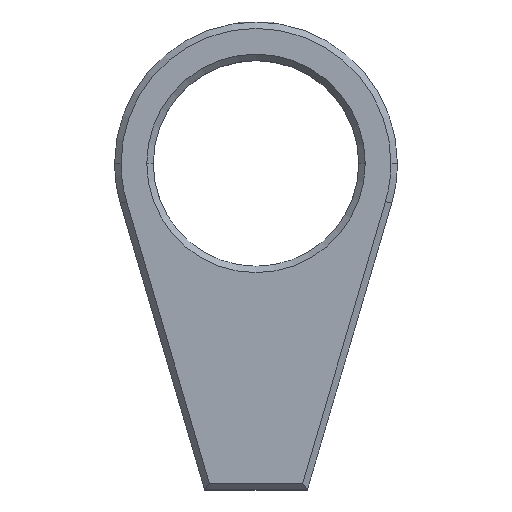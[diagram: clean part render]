
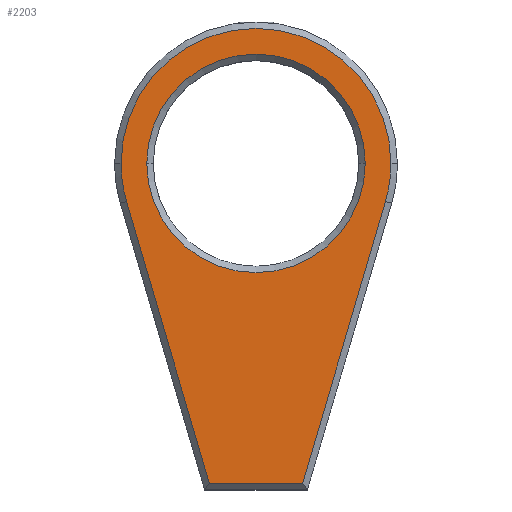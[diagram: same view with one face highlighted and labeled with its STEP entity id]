
A CAD part, top view. The second image highlights one B-rep face of the part: STEP entity #2203.
In plain terms, the highlighted planar face has unit normal (0, 0, 1).
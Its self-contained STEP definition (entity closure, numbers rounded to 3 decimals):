
#55 = EDGE_CURVE ( 'NONE', #1742, #824, #937, .T. ) ;
#63 = VERTEX_POINT ( 'NONE', #1805 ) ;
#78 = EDGE_LOOP ( 'NONE', ( #2158, #933 ) ) ;
#128 = VERTEX_POINT ( 'NONE', #1411 ) ;
#129 = VECTOR ( 'NONE', #353, 1000. ) ;
#148 = DIRECTION ( 'NONE',  ( 1., 0., 0. ) ) ;
#173 = CARTESIAN_POINT ( 'NONE',  ( -3.52, -25.259, 0. ) ) ;
#176 = FACE_OUTER_BOUND ( 'NONE', #349, .T. ) ;
#186 = VERTEX_POINT ( 'NONE', #525 ) ;
#321 = AXIS2_PLACEMENT_3D ( 'NONE', #1228, #1790, #1616 ) ;
#344 = DIRECTION ( 'NONE',  ( 1., 0., 0. ) ) ;
#347 = ORIENTED_EDGE ( 'NONE', *, *, #2184, .T. ) ;
#349 = EDGE_LOOP ( 'NONE', ( #1431, #468, #2096, #713, #347, #1025 ) ) ;
#353 = DIRECTION ( 'NONE',  ( 0.282, -0.959, 0. ) ) ;
#362 = CARTESIAN_POINT ( 'NONE',  ( 0., 0., 0. ) ) ;
#468 = ORIENTED_EDGE ( 'NONE', *, *, #1840, .T. ) ;
#523 = DIRECTION ( 'NONE',  ( 0., 0., 1. ) ) ;
#525 = CARTESIAN_POINT ( 'NONE',  ( -8.5, 0., 0. ) ) ;
#533 = CARTESIAN_POINT ( 'NONE',  ( 0., 0., 0. ) ) ;
#614 = AXIS2_PLACEMENT_3D ( 'NONE', #1757, #2138, #1377 ) ;
#635 = CIRCLE ( 'NONE', #1131, 10.5 ) ;
#659 = LINE ( 'NONE', #1702, #2009 ) ;
#704 = AXIS2_PLACEMENT_3D ( 'NONE', #533, #1838, #2219 ) ;
#713 = ORIENTED_EDGE ( 'NONE', *, *, #55, .T. ) ;
#715 = VERTEX_POINT ( 'NONE', #922 ) ;
#798 = EDGE_CURVE ( 'NONE', #186, #128, #1772, .T. ) ;
#824 = VERTEX_POINT ( 'NONE', #2330 ) ;
#826 = CARTESIAN_POINT ( 'NONE',  ( 10.074, -2.961, 0. ) ) ;
#922 = CARTESIAN_POINT ( 'NONE',  ( -10.074, -2.961, 0. ) ) ;
#933 = ORIENTED_EDGE ( 'NONE', *, *, #798, .T. ) ;
#937 = CIRCLE ( 'NONE', #321, 10.5 ) ;
#985 = VERTEX_POINT ( 'NONE', #2087 ) ;
#1025 = ORIENTED_EDGE ( 'NONE', *, *, #1380, .T. ) ;
#1034 = CARTESIAN_POINT ( 'NONE',  ( -3.626, -24.9, 0. ) ) ;
#1131 = AXIS2_PLACEMENT_3D ( 'NONE', #1836, #523, #344 ) ;
#1228 = CARTESIAN_POINT ( 'NONE',  ( 0., 0., 0. ) ) ;
#1251 = LINE ( 'NONE', #173, #129 ) ;
#1349 = DIRECTION ( 'NONE',  ( 1., 0., 0. ) ) ;
#1361 = LINE ( 'NONE', #1417, #2305 ) ;
#1377 = DIRECTION ( 'NONE',  ( 1., 0., 0. ) ) ;
#1380 = EDGE_CURVE ( 'NONE', #63, #715, #635, .T. ) ;
#1397 = EDGE_CURVE ( 'NONE', #128, #186, #1465, .T. ) ;
#1411 = CARTESIAN_POINT ( 'NONE',  ( 8.5, 0., 0. ) ) ;
#1417 = CARTESIAN_POINT ( 'NONE',  ( 10.074, -2.961, 0. ) ) ;
#1431 = ORIENTED_EDGE ( 'NONE', *, *, #1524, .T. ) ;
#1458 = DIRECTION ( 'NONE',  ( 0.282, 0.959, 0. ) ) ;
#1465 = CIRCLE ( 'NONE', #1751, 8.5 ) ;
#1524 = EDGE_CURVE ( 'NONE', #715, #1776, #1251, .T. ) ;
#1607 = FACE_BOUND ( 'NONE', #78, .T. ) ;
#1616 = DIRECTION ( 'NONE',  ( 1., 0., 0. ) ) ;
#1667 = DIRECTION ( 'NONE',  ( 1., 0., 0. ) ) ;
#1677 = DIRECTION ( 'NONE',  ( 0., 0., -1. ) ) ;
#1702 = CARTESIAN_POINT ( 'NONE',  ( 0., -24.9, 0. ) ) ;
#1742 = VERTEX_POINT ( 'NONE', #826 ) ;
#1751 = AXIS2_PLACEMENT_3D ( 'NONE', #362, #1677, #1667 ) ;
#1757 = CARTESIAN_POINT ( 'NONE',  ( 0., 0., 0. ) ) ;
#1772 = CIRCLE ( 'NONE', #614, 8.5 ) ;
#1776 = VERTEX_POINT ( 'NONE', #1034 ) ;
#1790 = DIRECTION ( 'NONE',  ( 0., 0., 1. ) ) ;
#1805 = CARTESIAN_POINT ( 'NONE',  ( -10.5, 0., 0. ) ) ;
#1836 = CARTESIAN_POINT ( 'NONE',  ( 0., 0., 0. ) ) ;
#1838 = DIRECTION ( 'NONE',  ( 0., 0., 1. ) ) ;
#1840 = EDGE_CURVE ( 'NONE', #1776, #985, #659, .T. ) ;
#1847 = CARTESIAN_POINT ( 'NONE',  ( 0., 0., 0. ) ) ;
#1914 = CIRCLE ( 'NONE', #2040, 10.5 ) ;
#2001 = EDGE_CURVE ( 'NONE', #985, #1742, #1361, .T. ) ;
#2009 = VECTOR ( 'NONE', #1349, 1000. ) ;
#2029 = PLANE ( 'NONE',  #704 ) ;
#2040 = AXIS2_PLACEMENT_3D ( 'NONE', #1847, #2404, #148 ) ;
#2087 = CARTESIAN_POINT ( 'NONE',  ( 3.626, -24.9, 0. ) ) ;
#2096 = ORIENTED_EDGE ( 'NONE', *, *, #2001, .T. ) ;
#2138 = DIRECTION ( 'NONE',  ( 0., 0., -1. ) ) ;
#2158 = ORIENTED_EDGE ( 'NONE', *, *, #1397, .T. ) ;
#2184 = EDGE_CURVE ( 'NONE', #824, #63, #1914, .T. ) ;
#2203 = ADVANCED_FACE ( 'NONE', ( #176, #1607 ), #2029, .T. ) ;
#2219 = DIRECTION ( 'NONE',  ( 1., 0., 0. ) ) ;
#2305 = VECTOR ( 'NONE', #1458, 1000. ) ;
#2330 = CARTESIAN_POINT ( 'NONE',  ( 10.5, 0., 0. ) ) ;
#2404 = DIRECTION ( 'NONE',  ( 0., 0., 1. ) ) ;
